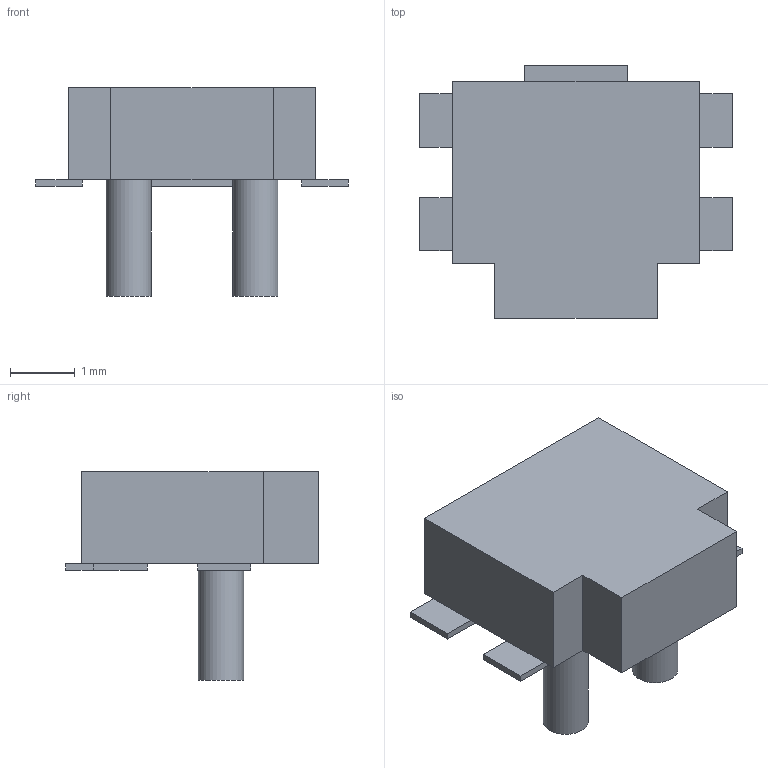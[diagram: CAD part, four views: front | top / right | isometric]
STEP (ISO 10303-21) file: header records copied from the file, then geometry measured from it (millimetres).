
FILE_DESCRIPTION(('FreeCAD Model'),'2;1');
FILE_NAME('1633859.3.2.stp','2023-02-10T13:29:30',( 'Author'),(''),'Open CASCADE STEP processor 6.9','FreeCAD','Unknown' );
FILE_SCHEMA(('AUTOMOTIVE_DESIGN { 1 0 10303 214 1 1 1 1 }'));
Length unit declared in the file: millimetre
Products named in the file (4): ASSEMBLY; Body; Pins; Lugs
Assembly tree (3 placements, depth 2):
  ASSEMBLY
    Body
    Pins
    Lugs
Bounding box: 4.82 x 3.9 x 3.22 mm (x, y, z)
Volume: 19.8 mm3; surface area: 63.9 mm2
Topology: 8 solids, 8 shells, 46 faces, 90 edges, 60 vertices
Faces by surface type: plane 44, cylinder 2
Full cylindrical faces by diameter (mm): 0.7 x2
Entity records: 2455 total; most frequent: CARTESIAN_POINT 380, DIRECTION 374, LINE 262, VECTOR 262, ORIENTED_EDGE 180, PCURVE 180, DEFINITIONAL_REPRESENTATION 180, EDGE_CURVE 90
